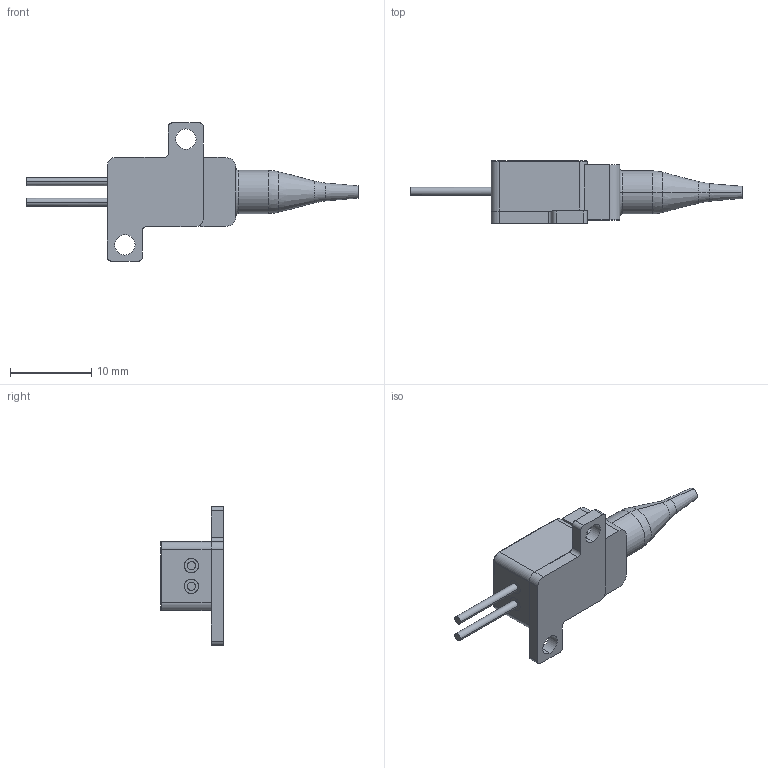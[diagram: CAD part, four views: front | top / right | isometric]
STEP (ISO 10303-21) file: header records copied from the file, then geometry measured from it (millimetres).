
FILE_DESCRIPTION (( 'STEP AP203' ), '1' );
FILE_NAME ('等奪.STEP', '2021-03-05T03:29:27', ( '' ), ( '' ), 'SwSTEP 2.0', 'SolidWorks 2020', '' );
FILE_SCHEMA (( 'CONFIG_CONTROL_DESIGN' ));
Length unit declared in the file: millimetre
Products named in the file (1): 等奪
Bounding box: 40.8 x 7.7 x 17 mm (x, y, z)
Surface area: 1210.8 mm2 (no closed solid volume)
Topology: 0 solids, 9 shells, 78 faces, 231 edges, 163 vertices
Faces by surface type: plane 34, cylinder 32, torus 6, cone 6
Entity records: 2755 total; most frequent: CARTESIAN_POINT 509, DIRECTION 492, ORIENTED_EDGE 396, EDGE_CURVE 231, AXIS2_PLACEMENT_3D 186, VERTEX_POINT 163, VECTOR 120, LINE 120
